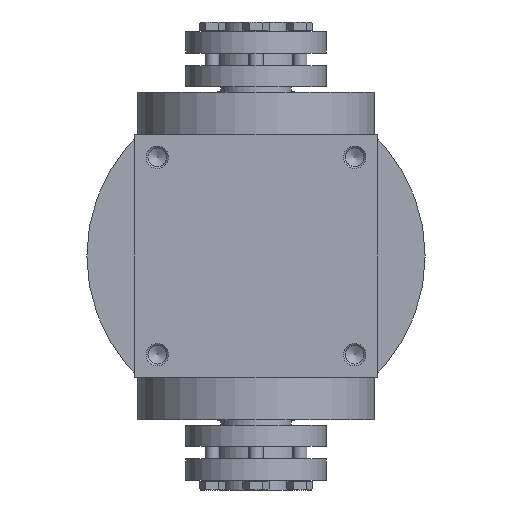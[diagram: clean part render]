
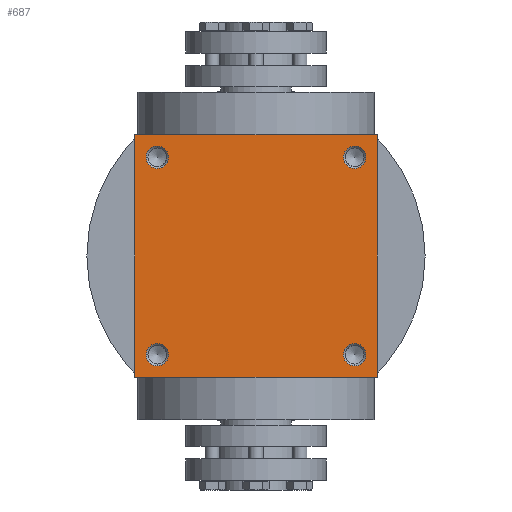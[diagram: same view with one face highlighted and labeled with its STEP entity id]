
A CAD part, left-side view. The second image highlights one B-rep face of the part: STEP entity #687.
In plain terms, the highlighted face is planar.
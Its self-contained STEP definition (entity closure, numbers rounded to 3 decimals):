
#687 = ADVANCED_FACE( '', ( #1627, #1628, #1629, #1630, #1631 ), #1632, .F. );
#1627 = FACE_BOUND( '', #2927, .T. );
#1628 = FACE_BOUND( '', #2928, .T. );
#1629 = FACE_BOUND( '', #2929, .T. );
#1630 = FACE_BOUND( '', #2930, .T. );
#1631 = FACE_OUTER_BOUND( '', #2931, .T. );
#1632 = PLANE( '', #2932 );
#2927 = EDGE_LOOP( '', ( #4744 ) );
#2928 = EDGE_LOOP( '', ( #4745 ) );
#2929 = EDGE_LOOP( '', ( #4746 ) );
#2930 = EDGE_LOOP( '', ( #4747 ) );
#2931 = EDGE_LOOP( '', ( #4748, #4749, #4750, #4751 ) );
#2932 = AXIS2_PLACEMENT_3D( '', #4752, #4753, #4754 );
#4744 = ORIENTED_EDGE( '', *, *, #7072, .F. );
#4745 = ORIENTED_EDGE( '', *, *, #7073, .T. );
#4746 = ORIENTED_EDGE( '', *, *, #7074, .F. );
#4747 = ORIENTED_EDGE( '', *, *, #7075, .T. );
#4748 = ORIENTED_EDGE( '', *, *, #7076, .F. );
#4749 = ORIENTED_EDGE( '', *, *, #7077, .F. );
#4750 = ORIENTED_EDGE( '', *, *, #7078, .F. );
#4751 = ORIENTED_EDGE( '', *, *, #7079, .F. );
#4752 = CARTESIAN_POINT( '', ( 0., 0., -43. ) );
#4753 = DIRECTION( '', ( 0., 0., 1. ) );
#4754 = DIRECTION( '', ( 1., 0., 0. ) );
#7072 = EDGE_CURVE( '', #8455, #8455, #8456, .T. );
#7073 = EDGE_CURVE( '', #8457, #8457, #8458, .T. );
#7074 = EDGE_CURVE( '', #8459, #8459, #8460, .T. );
#7075 = EDGE_CURVE( '', #8461, #8461, #8462, .T. );
#7076 = EDGE_CURVE( '', #8463, #8464, #8465, .T. );
#7077 = EDGE_CURVE( '', #8466, #8463, #8467, .T. );
#7078 = EDGE_CURVE( '', #8468, #8466, #8469, .T. );
#7079 = EDGE_CURVE( '', #8464, #8468, #8470, .T. );
#8455 = VERTEX_POINT( '', #10338 );
#8456 = CIRCLE( '', #10339, 4. );
#8457 = VERTEX_POINT( '', #10340 );
#8458 = CIRCLE( '', #10341, 4. );
#8459 = VERTEX_POINT( '', #10342 );
#8460 = CIRCLE( '', #10343, 4. );
#8461 = VERTEX_POINT( '', #10344 );
#8462 = CIRCLE( '', #10345, 4. );
#8463 = VERTEX_POINT( '', #10346 );
#8464 = VERTEX_POINT( '', #10347 );
#8465 = LINE( '', #10348, #10349 );
#8466 = VERTEX_POINT( '', #10350 );
#8467 = LINE( '', #10351, #10352 );
#8468 = VERTEX_POINT( '', #10353 );
#8469 = LINE( '', #10354, #10355 );
#8470 = LINE( '', #10356, #10357 );
#10338 = CARTESIAN_POINT( '', ( -39., 35., -43. ) );
#10339 = AXIS2_PLACEMENT_3D( '', #11958, #11959, #11960 );
#10340 = CARTESIAN_POINT( '', ( 39., 35., -43. ) );
#10341 = AXIS2_PLACEMENT_3D( '', #11961, #11962, #11963 );
#10342 = CARTESIAN_POINT( '', ( -39., -35., -43. ) );
#10343 = AXIS2_PLACEMENT_3D( '', #11964, #11965, #11966 );
#10344 = CARTESIAN_POINT( '', ( 39., -35., -43. ) );
#10345 = AXIS2_PLACEMENT_3D( '', #11967, #11968, #11969 );
#10346 = CARTESIAN_POINT( '', ( -43., 43., -43. ) );
#10347 = CARTESIAN_POINT( '', ( -43., -43., -43. ) );
#10348 = CARTESIAN_POINT( '', ( -43., 43., -43. ) );
#10349 = VECTOR( '', #11970, 1000. );
#10350 = CARTESIAN_POINT( '', ( 43., 43., -43. ) );
#10351 = CARTESIAN_POINT( '', ( 43., 43., -43. ) );
#10352 = VECTOR( '', #11971, 1000. );
#10353 = CARTESIAN_POINT( '', ( 43., -43., -43. ) );
#10354 = CARTESIAN_POINT( '', ( 43., -43., -43. ) );
#10355 = VECTOR( '', #11972, 1000. );
#10356 = CARTESIAN_POINT( '', ( -43., -43., -43. ) );
#10357 = VECTOR( '', #11973, 1000. );
#11958 = CARTESIAN_POINT( '', ( -35., 35., -43. ) );
#11959 = DIRECTION( '', ( 0., 0., -1. ) );
#11960 = DIRECTION( '', ( -1., 0., 0. ) );
#11961 = CARTESIAN_POINT( '', ( 35., 35., -43. ) );
#11962 = DIRECTION( '', ( 0., 0., 1. ) );
#11963 = DIRECTION( '', ( 1., 0., 0. ) );
#11964 = CARTESIAN_POINT( '', ( -35., -35., -43. ) );
#11965 = DIRECTION( '', ( 0., 0., -1. ) );
#11966 = DIRECTION( '', ( -1., 0., 0. ) );
#11967 = CARTESIAN_POINT( '', ( 35., -35., -43. ) );
#11968 = DIRECTION( '', ( 0., 0., 1. ) );
#11969 = DIRECTION( '', ( 1., 0., 0. ) );
#11970 = DIRECTION( '', ( 0., -1., 0. ) );
#11971 = DIRECTION( '', ( -1., 0., 0. ) );
#11972 = DIRECTION( '', ( 0., 1., 0. ) );
#11973 = DIRECTION( '', ( 1., 0., 0. ) );
